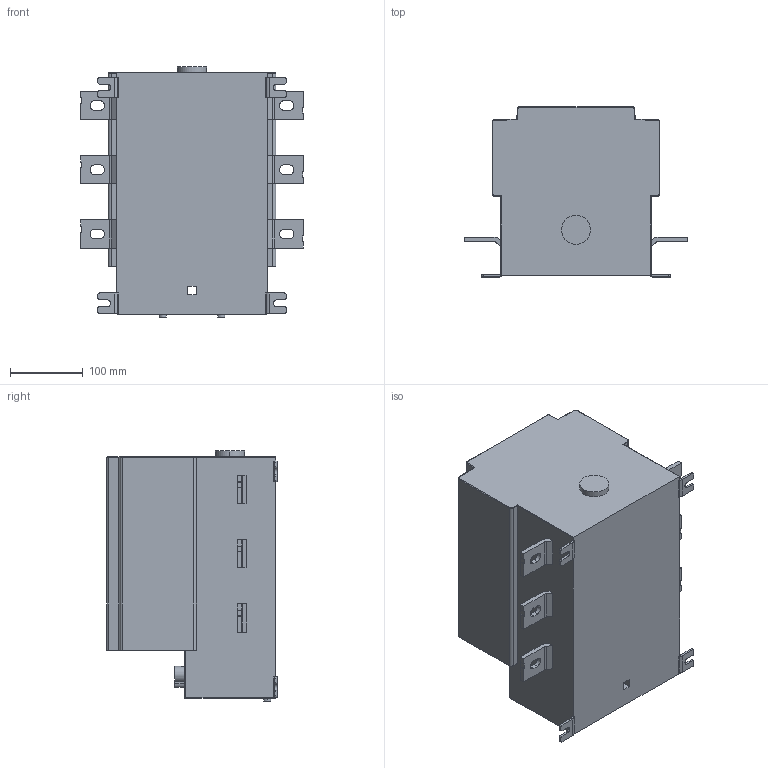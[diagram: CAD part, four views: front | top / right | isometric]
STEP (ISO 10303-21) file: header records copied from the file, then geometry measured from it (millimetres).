
FILE_DESCRIPTION((''),'2;1');
FILE_NAME('OS600-800_03','2017-03-15T',('fitojoe1'),(''),'CREO PARAMETRIC BY PTC INC, 2016130','CREO PARAMETRIC BY PTC INC, 2016130','');
FILE_SCHEMA(('CONFIG_CONTROL_DESIGN'));
Length unit declared in the file: millimetre
Products named in the file (1): OS600-800_03
Bounding box: 305.66 x 233.2 x 343 mm (x, y, z)
Volume: 14870242 mm3; surface area: 424446.7 mm2
Topology: 1 solids, 1 shells, 279 faces, 755 edges, 488 vertices
Faces by surface type: plane 144, cylinder 117, torus 18
Entity records: 11106 total; most frequent: CARTESIAN_POINT 2048, DIRECTION 1511, ORIENTED_EDGE 1510, EDGE_CURVE 755, AXIS2_PLACEMENT_3D 509, VECTOR 493, LINE 493, VERTEX_POINT 488
